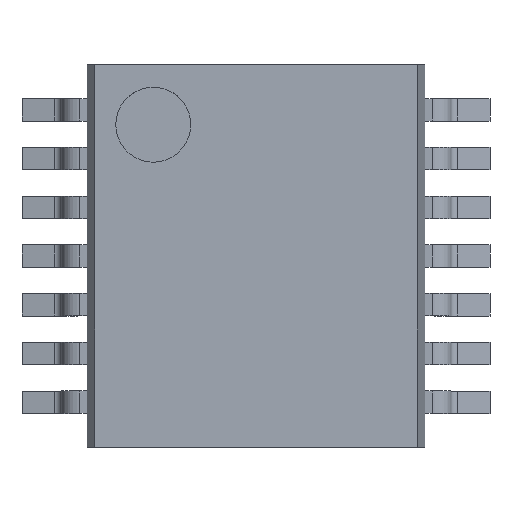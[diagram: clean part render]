
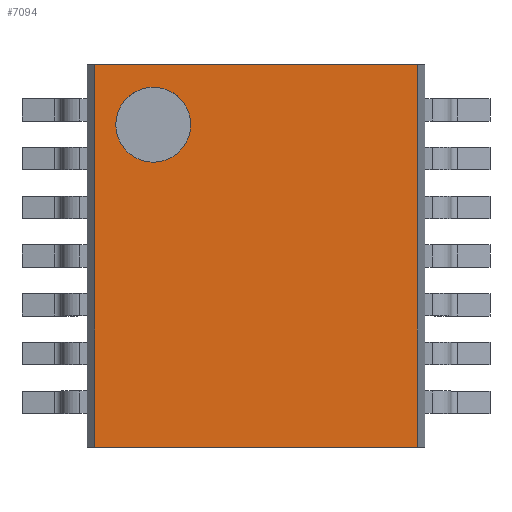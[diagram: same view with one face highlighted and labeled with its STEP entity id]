
A CAD part, top view. The second image highlights one B-rep face of the part: STEP entity #7094.
In plain terms, the highlighted planar face has unit normal (0, 0, 1).
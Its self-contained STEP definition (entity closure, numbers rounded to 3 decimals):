
#6740=CARTESIAN_POINT('',(-0.871,1.75,1.2));
#6741=VERTEX_POINT('',#6740);
#6750=CARTESIAN_POINT('',(-1.871,1.75,1.2));
#6751=VERTEX_POINT('',#6750);
#6752=CARTESIAN_POINT('',(-1.371,1.75,1.2));
#6753=DIRECTION('',(0.0,0.0,-1.0));
#6754=DIRECTION('',(1.0,0.0,0.0));
#6755=AXIS2_PLACEMENT_3D('',#6752,#6753,#6754);
#6756=CIRCLE('',#6755,0.5);
#6757=EDGE_CURVE('',#6751,#6741,#6756,.T.);
#6791=CARTESIAN_POINT('',(-1.371,1.75,1.2));
#6792=DIRECTION('',(0.0,0.0,-1.0));
#6793=DIRECTION('',(1.0,0.0,0.0));
#6794=AXIS2_PLACEMENT_3D('',#6791,#6792,#6793);
#6795=CIRCLE('',#6794,0.5);
#6796=EDGE_CURVE('',#6741,#6751,#6795,.T.);
#6818=CARTESIAN_POINT('',(2.153,2.55,1.2));
#6819=VERTEX_POINT('',#6818);
#6826=CARTESIAN_POINT('',(2.153,-2.55,1.2));
#6827=VERTEX_POINT('',#6826);
#6828=CARTESIAN_POINT('',(2.153,-2.55,1.2));
#6829=DIRECTION('',(0.0,1.0,0.0));
#6830=VECTOR('',#6829,5.1);
#6831=LINE('',#6828,#6830);
#6832=EDGE_CURVE('',#6827,#6819,#6831,.T.);
#6873=CARTESIAN_POINT('',(-2.153,-2.55,1.2));
#6874=VERTEX_POINT('',#6873);
#6875=CARTESIAN_POINT('',(2.153,-2.55,1.2));
#6876=DIRECTION('',(-1.0,0.0,0.0));
#6877=VECTOR('',#6876,4.306);
#6878=LINE('',#6875,#6877);
#6879=EDGE_CURVE('',#6827,#6874,#6878,.T.);
#6919=CARTESIAN_POINT('',(-2.153,2.55,1.2));
#6920=VERTEX_POINT('',#6919);
#6936=CARTESIAN_POINT('',(-2.153,2.55,1.2));
#6937=DIRECTION('',(0.0,-1.0,0.0));
#6938=VECTOR('',#6937,5.1);
#6939=LINE('',#6936,#6938);
#6940=EDGE_CURVE('',#6874,#6920,#6939,.F.);
#6989=CARTESIAN_POINT('',(2.153,2.55,1.2));
#6990=DIRECTION('',(-1.0,0.0,0.0));
#6991=VECTOR('',#6990,4.306);
#6992=LINE('',#6989,#6991);
#6993=EDGE_CURVE('',#6819,#6920,#6992,.T.);
#7079=CARTESIAN_POINT('',(2.171,-5.35,1.2));
#7080=DIRECTION('',(0.0,0.0,1.0));
#7081=DIRECTION('',(0.0,-1.0,0.0));
#7082=AXIS2_PLACEMENT_3D('',#7079,#7080,#7081);
#7083=PLANE('',#7082);
#7084=ORIENTED_EDGE('',*,*,#6993,.T.);
#7085=ORIENTED_EDGE('',*,*,#6940,.F.);
#7086=ORIENTED_EDGE('',*,*,#6879,.F.);
#7087=ORIENTED_EDGE('',*,*,#6832,.T.);
#7088=EDGE_LOOP('',(#7084,#7085,#7086,#7087));
#7089=FACE_OUTER_BOUND('',#7088,.T.);
#7090=ORIENTED_EDGE('',*,*,#6796,.T.);
#7091=ORIENTED_EDGE('',*,*,#6757,.T.);
#7092=EDGE_LOOP('',(#7090,#7091));
#7093=FACE_BOUND('',#7092,.T.);
#7094=ADVANCED_FACE('',(#7089,#7093),#7083,.T.);
